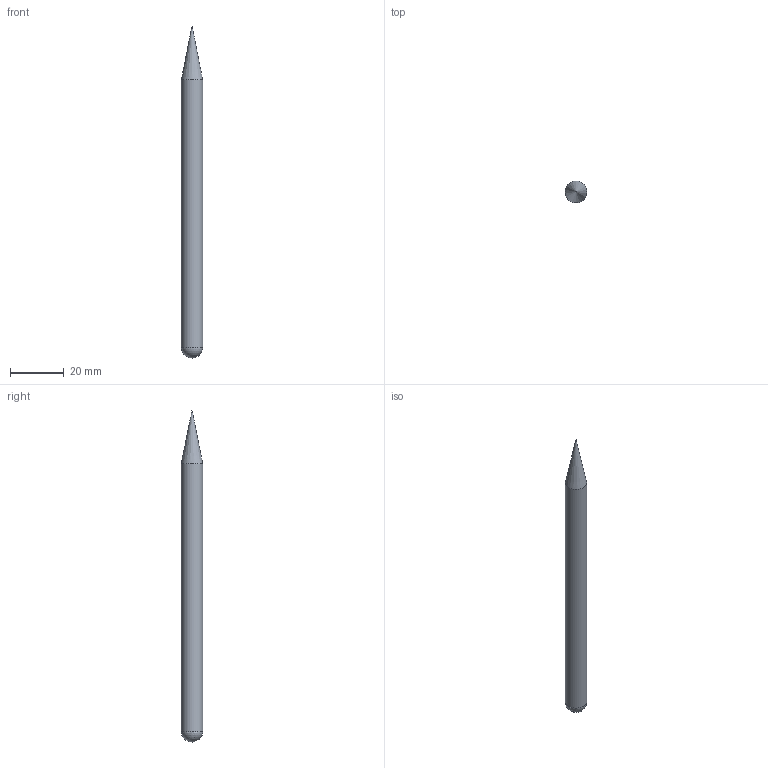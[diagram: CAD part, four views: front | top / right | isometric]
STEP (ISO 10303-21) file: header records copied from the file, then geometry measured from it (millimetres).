
FILE_DESCRIPTION(/* description */ (''),/* implementation_level */ '2;1');
FILE_NAME(/* name */ '铅笔 v1.step',/* time_stamp */ '2018-12-11T14:21:56+08:00',/* author */ ('liuhk'),/* organization */ (''),/* preprocessor_version */ 'ST-DEVELOPER v17.2',/* originating_system */ 'Autodesk Translation Framework v7.6.0.251',/* authorisation */ '');
FILE_SCHEMA (('AUTOMOTIVE_DESIGN { 1 0 10303 214 3 1 1 }'));
Length unit declared in the file: millimetre
Products named in the file (1): 铅笔
Bounding box: 8 x 8 x 124 mm (x, y, z)
Volume: 5629.7 mm3; surface area: 3121.4 mm2
Topology: 3 solids, 3 shells, 6 faces, 12 edges, 9 vertices
Faces by surface type: plane 3, cylinder 1, sphere 1, cone 1
Full cylindrical faces by diameter (mm): 8 x1
Entity records: 183 total; most frequent: DIRECTION 30, CARTESIAN_POINT 25, ORIENTED_EDGE 18, AXIS2_PLACEMENT_3D 14, VERTEX_POINT 9, EDGE_CURVE 9, CIRCLE 7, FACE_OUTER_BOUND 6
